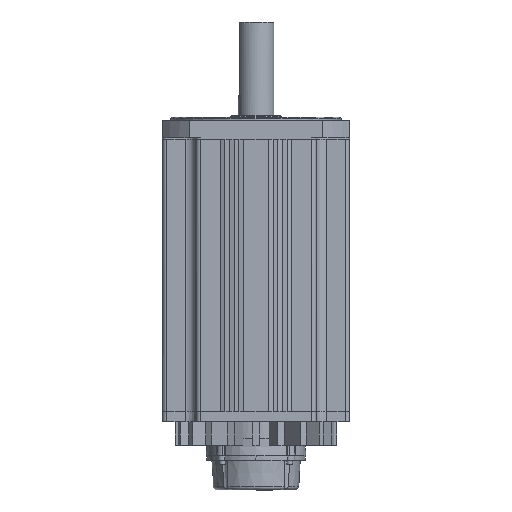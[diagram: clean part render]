
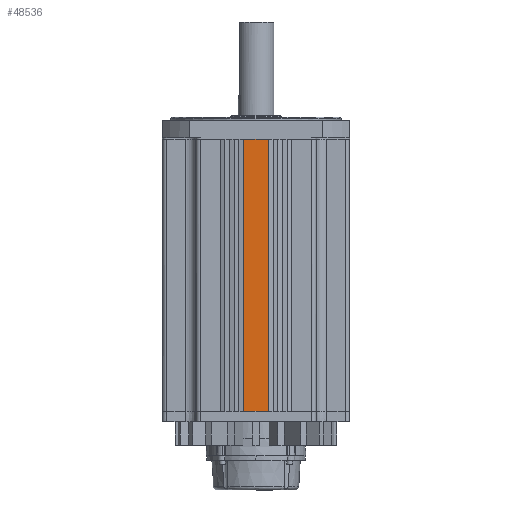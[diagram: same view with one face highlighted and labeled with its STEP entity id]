
A CAD part, front view. The second image highlights one B-rep face of the part: STEP entity #48536.
In plain terms, the highlighted planar face has unit normal (0, -1, 0).
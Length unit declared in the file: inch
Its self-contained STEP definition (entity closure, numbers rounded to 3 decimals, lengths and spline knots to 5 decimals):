
#1340 = CARTESIAN_POINT ( 'NONE',  ( 0., -4.33071, -12.59843 ) ) ;
#1901 = AXIS2_PLACEMENT_3D ( 'NONE', #50160, #15312, #41635 ) ;
#2417 = CARTESIAN_POINT ( 'NONE',  ( -0.57087, -4.33071, -12.59843 ) ) ;
#3785 = DIRECTION ( 'NONE',  ( -1., 0., 0. ) ) ;
#4360 = ORIENTED_EDGE ( 'NONE', *, *, #16608, .F. ) ;
#4574 = VECTOR ( 'NONE', #9368, 39.37008 ) ;
#5873 = LINE ( 'NONE', #27509, #14029 ) ;
#6144 = LINE ( 'NONE', #55867, #27828 ) ;
#9368 = DIRECTION ( 'NONE',  ( 0., 0., 1. ) ) ;
#11524 = VECTOR ( 'NONE', #39577, 39.37008 ) ;
#11944 = EDGE_CURVE ( 'NONE', #15382, #24783, #5873, .T. ) ;
#14029 = VECTOR ( 'NONE', #30223, 39.37008 ) ;
#15312 = DIRECTION ( 'NONE',  ( 0., 1., 0. ) ) ;
#15382 = VERTEX_POINT ( 'NONE', #41947 ) ;
#15752 = ORIENTED_EDGE ( 'NONE', *, *, #11944, .F. ) ;
#16099 = LINE ( 'NONE', #38894, #4574 ) ;
#16608 = EDGE_CURVE ( 'NONE', #39825, #36138, #16099, .T. ) ;
#20835 = EDGE_CURVE ( 'NONE', #15382, #36138, #6144, .T. ) ;
#24783 = VERTEX_POINT ( 'NONE', #51626 ) ;
#27509 = CARTESIAN_POINT ( 'NONE',  ( 0.57087, -4.33071, -6.29921 ) ) ;
#27828 = VECTOR ( 'NONE', #3785, 39.37008 ) ;
#29606 = EDGE_CURVE ( 'NONE', #39825, #24783, #51595, .T. ) ;
#30223 = DIRECTION ( 'NONE',  ( 0., 0., -1. ) ) ;
#33688 = FACE_OUTER_BOUND ( 'NONE', #35058, .T. ) ;
#35058 = EDGE_LOOP ( 'NONE', ( #50635, #4360, #53884, #15752 ) ) ;
#36138 = VERTEX_POINT ( 'NONE', #55621 ) ;
#38894 = CARTESIAN_POINT ( 'NONE',  ( -0.57087, -4.33071, -6.29921 ) ) ;
#39577 = DIRECTION ( 'NONE',  ( 1., 0., 0. ) ) ;
#39825 = VERTEX_POINT ( 'NONE', #2417 ) ;
#41635 = DIRECTION ( 'NONE',  ( 0., 0., 1. ) ) ;
#41947 = CARTESIAN_POINT ( 'NONE',  ( 0.57087, -4.33071, 0. ) ) ;
#48536 = ADVANCED_FACE ( 'NONE', ( #33688 ), #54130, .F. ) ;
#50160 = CARTESIAN_POINT ( 'NONE',  ( 0., -4.33071, -6.29921 ) ) ;
#50635 = ORIENTED_EDGE ( 'NONE', *, *, #20835, .T. ) ;
#51595 = LINE ( 'NONE', #1340, #11524 ) ;
#51626 = CARTESIAN_POINT ( 'NONE',  ( 0.57087, -4.33071, -12.59843 ) ) ;
#53884 = ORIENTED_EDGE ( 'NONE', *, *, #29606, .T. ) ;
#54130 = PLANE ( 'NONE',  #1901 ) ;
#55621 = CARTESIAN_POINT ( 'NONE',  ( -0.57087, -4.33071, 0. ) ) ;
#55867 = CARTESIAN_POINT ( 'NONE',  ( -0.00004, -4.33071, 0. ) ) ;
